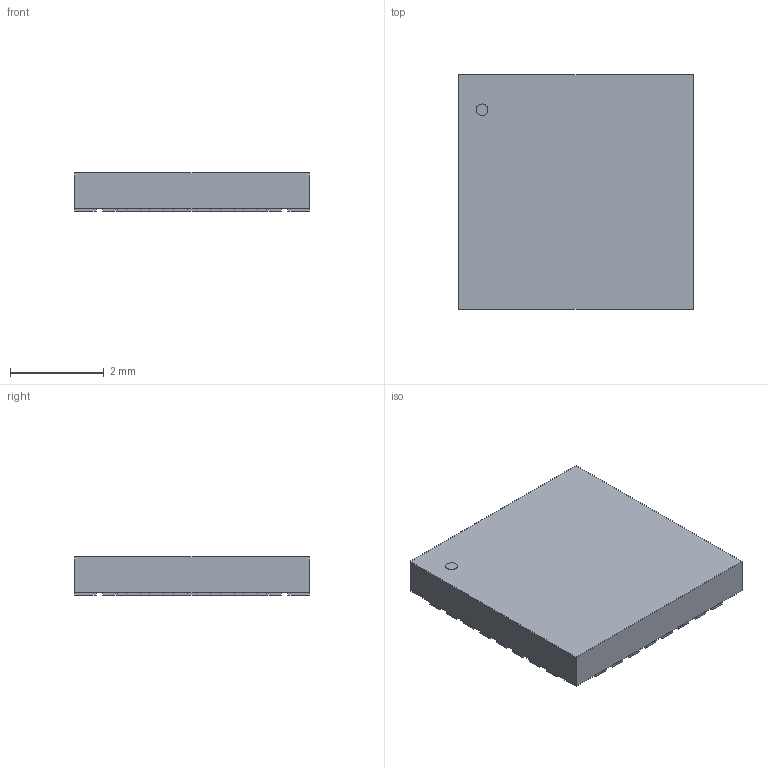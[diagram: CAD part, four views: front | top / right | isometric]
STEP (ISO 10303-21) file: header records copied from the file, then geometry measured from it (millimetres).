
FILE_DESCRIPTION (( 'STEP AP214' ), '1' );
FILE_NAME ('MAX96717GTJ-VY+.STEP', '2023-11-07T07:44:20', ( 'USER' ), ( '' ), 'SwSTEP 2.0', 'SolidWorks 2016', '' );
FILE_SCHEMA (( 'AUTOMOTIVE_DESIGN' ));
Length unit declared in the file: millimetre
Products named in the file (1): MAX96717GTJ-VY+
Bounding box: 5 x 5 x 0.81 mm (x, y, z)
Volume: 19.8 mm3; surface area: 97.9 mm2
Topology: 35 solids, 35 shells, 208 faces, 414 edges, 276 vertices
Faces by surface type: plane 206, cylinder 2
Entity records: 5602 total; most frequent: CARTESIAN_POINT 899, DIRECTION 836, ORIENTED_EDGE 828, EDGE_CURVE 414, VECTOR 410, LINE 410, VERTEX_POINT 276, AXIS2_PLACEMENT_3D 213
